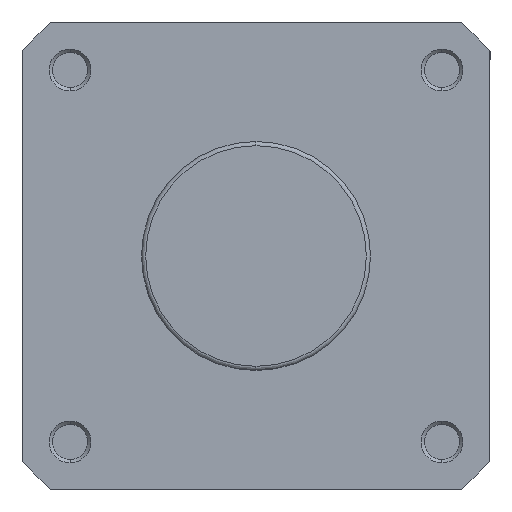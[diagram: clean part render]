
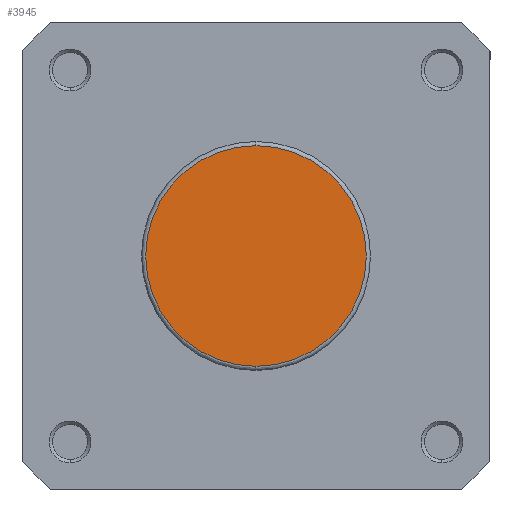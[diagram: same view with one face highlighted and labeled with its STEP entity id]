
A CAD part, left-side view. The second image highlights one B-rep face of the part: STEP entity #3945.
In plain terms, the highlighted planar face has unit normal (-1, 0, 0).
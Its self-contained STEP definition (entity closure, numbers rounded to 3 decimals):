
#62 = VERTEX_POINT ( 'NONE', #6209 ) ;
#808 = CARTESIAN_POINT ( 'NONE',  ( 0., 27.4, 0. ) ) ;
#817 = PLANE ( 'NONE',  #4715 ) ;
#831 = DIRECTION ( 'NONE',  ( 1., 0., 0. ) ) ;
#832 = DIRECTION ( 'NONE',  ( 0., 0., -1. ) ) ;
#1999 = CIRCLE ( 'NONE', #4933, 26.4 ) ;
#2085 = CIRCLE ( 'NONE', #4959, 26.4 ) ;
#2634 = EDGE_LOOP ( 'NONE', ( #3249, #3248 ) ) ;
#3248 = ORIENTED_EDGE ( 'NONE', *, *, #4386, .T. ) ;
#3249 = ORIENTED_EDGE ( 'NONE', *, *, #4329, .T. ) ;
#3828 = FACE_OUTER_BOUND ( 'NONE', #2634, .T. ) ;
#3945 = ADVANCED_FACE ( 'NONE', ( #3828 ), #817, .F. ) ;
#4329 = EDGE_CURVE ( 'NONE', #6325, #62, #1999, .T. ) ;
#4386 = EDGE_CURVE ( 'NONE', #62, #6325, #2085, .T. ) ;
#4715 = AXIS2_PLACEMENT_3D ( 'NONE', #808, #831, #832 ) ;
#4933 = AXIS2_PLACEMENT_3D ( 'NONE', #5308, #5309, #5310 ) ;
#4959 = AXIS2_PLACEMENT_3D ( 'NONE', #5450, #5452, #5453 ) ;
#5308 = CARTESIAN_POINT ( 'NONE',  ( 0., 0., 0. ) ) ;
#5309 = DIRECTION ( 'NONE',  ( -1., 0., 0. ) ) ;
#5310 = DIRECTION ( 'NONE',  ( 0., 0., -1. ) ) ;
#5450 = CARTESIAN_POINT ( 'NONE',  ( 0., 0., 0. ) ) ;
#5452 = DIRECTION ( 'NONE',  ( -1., 0., 0. ) ) ;
#5453 = DIRECTION ( 'NONE',  ( 0., 0., -1. ) ) ;
#5962 = CARTESIAN_POINT ( 'NONE',  ( 0., 0., -26.4 ) ) ;
#6209 = CARTESIAN_POINT ( 'NONE',  ( 0., 0., 26.4 ) ) ;
#6325 = VERTEX_POINT ( 'NONE', #5962 ) ;
